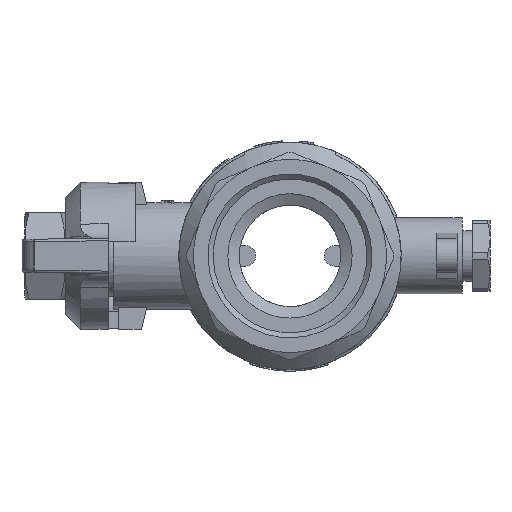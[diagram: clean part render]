
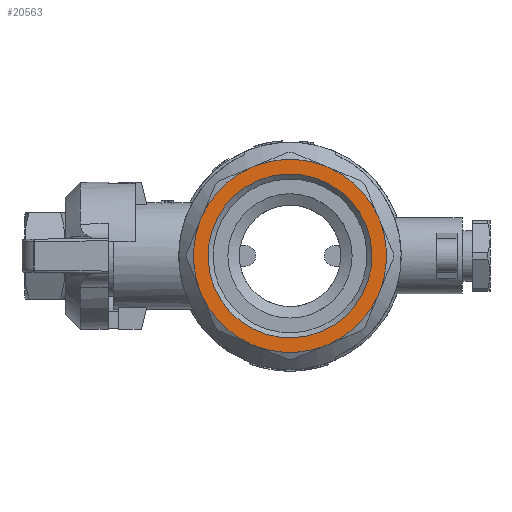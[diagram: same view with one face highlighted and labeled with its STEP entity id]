
A CAD part, left-side view. The second image highlights one B-rep face of the part: STEP entity #20563.
In plain terms, the highlighted planar face has unit normal (-1, 0, 0).
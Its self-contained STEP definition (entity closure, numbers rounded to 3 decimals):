
#1981=LINE('',#36682,#3236);
#1982=LINE('',#36687,#3237);
#1983=LINE('',#36691,#3238);
#1984=LINE('',#36695,#3239);
#1985=LINE('',#36699,#3240);
#1986=LINE('',#36703,#3241);
#1987=LINE('',#36707,#3242);
#1988=LINE('',#36711,#3243);
#3236=VECTOR('',#25646,1000.);
#3237=VECTOR('',#25649,1000.);
#3238=VECTOR('',#25652,1000.);
#3239=VECTOR('',#25655,1000.);
#3240=VECTOR('',#25658,1000.);
#3241=VECTOR('',#25661,1000.);
#3242=VECTOR('',#25664,1000.);
#3243=VECTOR('',#25667,1000.);
#5123=ORIENTED_EDGE('',*,*,#11247,.F.);
#5124=ORIENTED_EDGE('',*,*,#11248,.F.);
#5125=ORIENTED_EDGE('',*,*,#11249,.F.);
#5126=ORIENTED_EDGE('',*,*,#11250,.F.);
#5127=ORIENTED_EDGE('',*,*,#11251,.F.);
#5128=ORIENTED_EDGE('',*,*,#11252,.F.);
#5129=ORIENTED_EDGE('',*,*,#11253,.F.);
#5130=ORIENTED_EDGE('',*,*,#11254,.F.);
#5131=ORIENTED_EDGE('',*,*,#11255,.F.);
#5132=ORIENTED_EDGE('',*,*,#11256,.F.);
#5133=ORIENTED_EDGE('',*,*,#11257,.F.);
#5134=ORIENTED_EDGE('',*,*,#11258,.F.);
#5135=ORIENTED_EDGE('',*,*,#11259,.F.);
#5136=ORIENTED_EDGE('',*,*,#11260,.F.);
#5137=ORIENTED_EDGE('',*,*,#11261,.F.);
#5138=ORIENTED_EDGE('',*,*,#11262,.F.);
#5139=ORIENTED_EDGE('',*,*,#11246,.F.);
#11246=EDGE_CURVE('',#14370,#14370,#16374,.T.);
#11247=EDGE_CURVE('',#14371,#14372,#1981,.T.);
#11248=EDGE_CURVE('',#14373,#14371,#16375,.T.);
#11249=EDGE_CURVE('',#14374,#14373,#1982,.T.);
#11250=EDGE_CURVE('',#14375,#14374,#16376,.T.);
#11251=EDGE_CURVE('',#14376,#14375,#1983,.T.);
#11252=EDGE_CURVE('',#14377,#14376,#16377,.T.);
#11253=EDGE_CURVE('',#14378,#14377,#1984,.T.);
#11254=EDGE_CURVE('',#14379,#14378,#16378,.T.);
#11255=EDGE_CURVE('',#14380,#14379,#1985,.T.);
#11256=EDGE_CURVE('',#14381,#14380,#16379,.T.);
#11257=EDGE_CURVE('',#14382,#14381,#1986,.T.);
#11258=EDGE_CURVE('',#14383,#14382,#16380,.T.);
#11259=EDGE_CURVE('',#14384,#14383,#1987,.T.);
#11260=EDGE_CURVE('',#14385,#14384,#16381,.T.);
#11261=EDGE_CURVE('',#14386,#14385,#1988,.T.);
#11262=EDGE_CURVE('',#14372,#14386,#16382,.T.);
#14370=VERTEX_POINT('',#36680);
#14371=VERTEX_POINT('',#36683);
#14372=VERTEX_POINT('',#36684);
#14373=VERTEX_POINT('',#36686);
#14374=VERTEX_POINT('',#36688);
#14375=VERTEX_POINT('',#36690);
#14376=VERTEX_POINT('',#36692);
#14377=VERTEX_POINT('',#36694);
#14378=VERTEX_POINT('',#36696);
#14379=VERTEX_POINT('',#36698);
#14380=VERTEX_POINT('',#36700);
#14381=VERTEX_POINT('',#36702);
#14382=VERTEX_POINT('',#36704);
#14383=VERTEX_POINT('',#36706);
#14384=VERTEX_POINT('',#36708);
#14385=VERTEX_POINT('',#36710);
#14386=VERTEX_POINT('',#36712);
#16374=CIRCLE('',#22134,16.146);
#16375=CIRCLE('',#22136,19.014);
#16376=CIRCLE('',#22137,19.014);
#16377=CIRCLE('',#22138,19.014);
#16378=CIRCLE('',#22139,19.014);
#16379=CIRCLE('',#22140,19.014);
#16380=CIRCLE('',#22141,19.014);
#16381=CIRCLE('',#22142,19.014);
#16382=CIRCLE('',#22143,19.014);
#16936=EDGE_LOOP('',(#5123,#5124,#5125,#5126,#5127,#5128,#5129,#5130,#5131,
#5132,#5133,#5134,#5135,#5136,#5137,#5138));
#16937=EDGE_LOOP('',(#5139));
#18306=FACE_BOUND('',#16936,.T.);
#18307=FACE_BOUND('',#16937,.T.);
#19509=PLANE('',#22135);
#20563=ADVANCED_FACE('',(#18306,#18307),#19509,.T.);
#22134=AXIS2_PLACEMENT_3D('',#36679,#25642,#25643);
#22135=AXIS2_PLACEMENT_3D('',#36681,#25644,#25645);
#22136=AXIS2_PLACEMENT_3D('',#36685,#25647,#25648);
#22137=AXIS2_PLACEMENT_3D('',#36689,#25650,#25651);
#22138=AXIS2_PLACEMENT_3D('',#36693,#25653,#25654);
#22139=AXIS2_PLACEMENT_3D('',#36697,#25656,#25657);
#22140=AXIS2_PLACEMENT_3D('',#36701,#25659,#25660);
#22141=AXIS2_PLACEMENT_3D('',#36705,#25662,#25663);
#22142=AXIS2_PLACEMENT_3D('',#36709,#25665,#25666);
#22143=AXIS2_PLACEMENT_3D('',#36713,#25668,#25669);
#25642=DIRECTION('',(-1.,0.,0.));
#25643=DIRECTION('',(0.,0.924,-0.383));
#25644=DIRECTION('',(-1.,0.,0.));
#25645=DIRECTION('',(0.,0.,1.));
#25646=DIRECTION('',(0.,-0.383,0.924));
#25647=DIRECTION('',(1.,0.,0.));
#25648=DIRECTION('',(0.,-0.924,0.383));
#25649=DIRECTION('',(0.,0.383,0.924));
#25650=DIRECTION('',(1.,0.,0.));
#25651=DIRECTION('',(0.,-0.924,0.383));
#25652=DIRECTION('',(0.,0.924,0.383));
#25653=DIRECTION('',(1.,0.,0.));
#25654=DIRECTION('',(0.,-0.924,0.383));
#25655=DIRECTION('',(0.,0.924,-0.383));
#25656=DIRECTION('',(1.,0.,0.));
#25657=DIRECTION('',(0.,-0.924,0.383));
#25658=DIRECTION('',(0.,0.383,-0.924));
#25659=DIRECTION('',(1.,0.,0.));
#25660=DIRECTION('',(0.,-0.924,0.383));
#25661=DIRECTION('',(0.,-0.383,-0.924));
#25662=DIRECTION('',(1.,0.,0.));
#25663=DIRECTION('',(0.,-0.924,0.383));
#25664=DIRECTION('',(0.,-0.924,-0.383));
#25665=DIRECTION('',(1.,0.,0.));
#25666=DIRECTION('',(0.,-0.924,0.383));
#25667=DIRECTION('',(0.,-0.924,0.383));
#25668=DIRECTION('',(1.,0.,0.));
#25669=DIRECTION('',(0.,-0.924,0.383));
#36679=CARTESIAN_POINT('',(-32.15,0.,0.));
#36680=CARTESIAN_POINT('',(-32.15,14.916,-6.179));
#36681=CARTESIAN_POINT('',(-32.15,9.424,-3.903));
#36682=CARTESIAN_POINT('',(-32.15,24.825,-10.283));
#36683=CARTESIAN_POINT('',(-32.15,17.836,6.588));
#36684=CARTESIAN_POINT('',(-32.15,17.271,7.954));
#36685=CARTESIAN_POINT('',(-32.15,0.,0.));
#36686=CARTESIAN_POINT('',(-32.15,17.836,-6.588));
#36687=CARTESIAN_POINT('',(-32.15,17.554,-7.271));
#36688=CARTESIAN_POINT('',(-32.15,17.271,-7.954));
#36689=CARTESIAN_POINT('',(-32.15,0.,0.));
#36690=CARTESIAN_POINT('',(-32.15,7.954,-17.271));
#36691=CARTESIAN_POINT('',(-32.15,24.825,-10.283));
#36692=CARTESIAN_POINT('',(-32.15,6.588,-17.836));
#36693=CARTESIAN_POINT('',(-32.15,0.,0.));
#36694=CARTESIAN_POINT('',(-32.15,-6.588,-17.836));
#36695=CARTESIAN_POINT('',(-32.15,-7.271,-17.554));
#36696=CARTESIAN_POINT('',(-32.15,-7.954,-17.271));
#36697=CARTESIAN_POINT('',(-32.15,0.,0.));
#36698=CARTESIAN_POINT('',(-32.15,-17.271,-7.954));
#36699=CARTESIAN_POINT('',(-32.15,-10.283,-24.825));
#36700=CARTESIAN_POINT('',(-32.15,-17.836,-6.588));
#36701=CARTESIAN_POINT('',(-32.15,0.,0.));
#36702=CARTESIAN_POINT('',(-32.15,-17.836,6.588));
#36703=CARTESIAN_POINT('',(-32.15,-17.554,7.271));
#36704=CARTESIAN_POINT('',(-32.15,-17.271,7.954));
#36705=CARTESIAN_POINT('',(-32.15,0.,0.));
#36706=CARTESIAN_POINT('',(-32.15,-7.954,17.271));
#36707=CARTESIAN_POINT('',(-32.15,10.283,24.825));
#36708=CARTESIAN_POINT('',(-32.15,-6.588,17.836));
#36709=CARTESIAN_POINT('',(-32.15,0.,0.));
#36710=CARTESIAN_POINT('',(-32.15,6.588,17.836));
#36711=CARTESIAN_POINT('',(-32.15,7.271,17.554));
#36712=CARTESIAN_POINT('',(-32.15,7.954,17.271));
#36713=CARTESIAN_POINT('',(-32.15,0.,0.));
